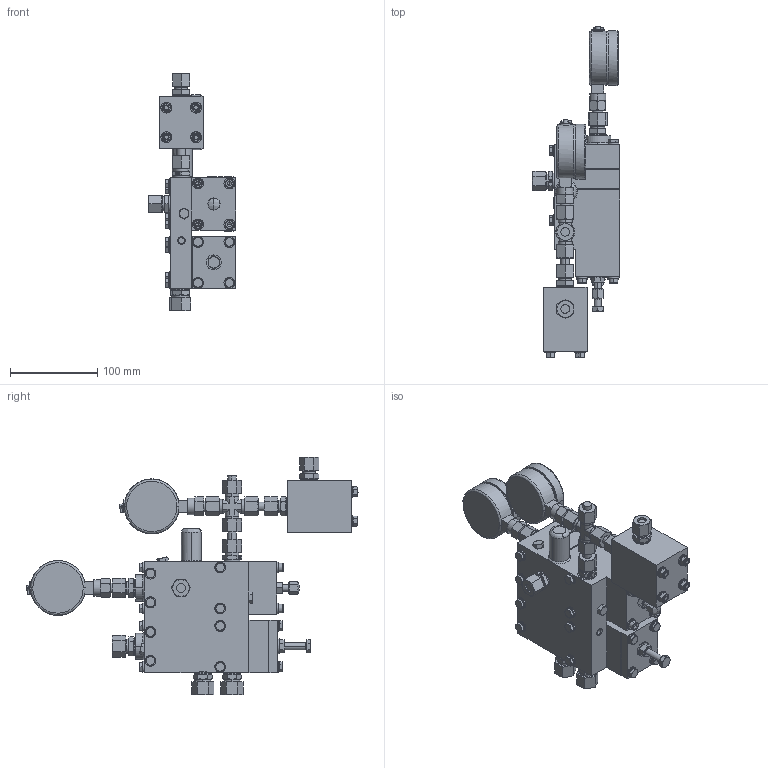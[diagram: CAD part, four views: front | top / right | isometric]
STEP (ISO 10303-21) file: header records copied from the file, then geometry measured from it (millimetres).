
FILE_DESCRIPTION (( 'STEP AP214' ), '1' );
FILE_NAME ('HON630.STEP', '2017-03-02T12:34:35', ( '' ), ( '' ), 'SwSTEP 2.0', 'SolidWorks 2015', '' );
FILE_SCHEMA (( 'AUTOMOTIVE_DESIGN' ));
Length unit declared in the file: millimetre
Products named in the file (1): HON630
Bounding box: 99.77 x 380.7 x 272.57 mm (x, y, z)
Volume: 1864558.2 mm3; surface area: 209206.4 mm2
Topology: 1 solids, 1 shells, 1711 faces, 4032 edges, 2467 vertices
Faces by surface type: plane 800, cone 496, cylinder 277, bspline 138
Entity records: 77958 total; most frequent: CARTESIAN_POINT 22260, ORIENTED_EDGE 8048, DIRECTION 6881, EDGE_CURVE 4024, AXIS2_PLACEMENT_3D 2661, VERTEX_POINT 2467, EDGE_LOOP 1895, UNCERTAINTY_MEASURE_WITH_UNIT 1714
